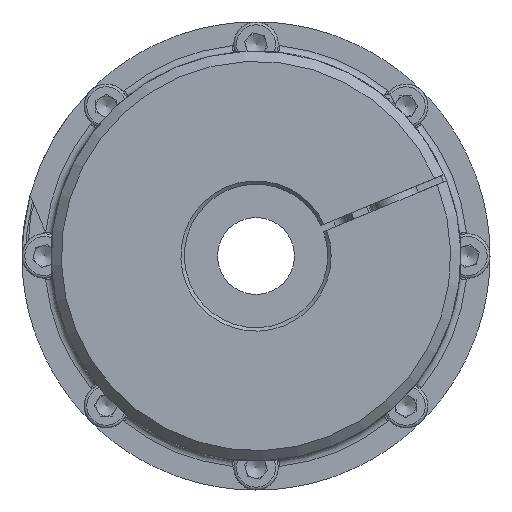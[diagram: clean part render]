
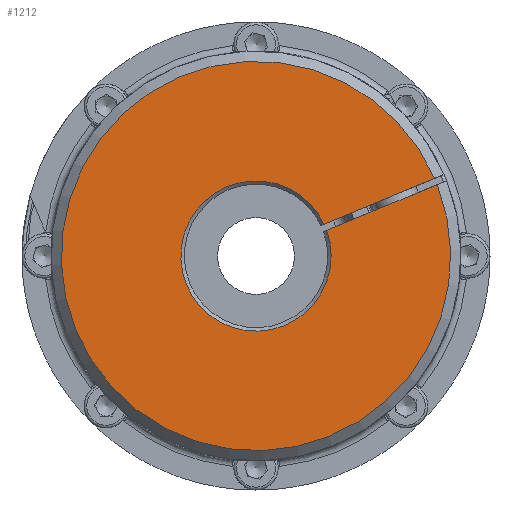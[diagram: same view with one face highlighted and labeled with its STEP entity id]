
A CAD part, left-side view. The second image highlights one B-rep face of the part: STEP entity #1212.
In plain terms, the highlighted planar face has unit normal (-1, 0, 0).
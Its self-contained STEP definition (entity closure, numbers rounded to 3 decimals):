
#1212 = ADVANCED_FACE( '', ( #2928 ), #2929, .F. );
#2928 = FACE_OUTER_BOUND( '', #5184, .T. );
#2929 = PLANE( '', #5185 );
#5184 = EDGE_LOOP( '', ( #8904, #8905, #8906, #8907 ) );
#5185 = AXIS2_PLACEMENT_3D( '', #8908, #8909, #8910 );
#8904 = ORIENTED_EDGE( '', *, *, #12823, .T. );
#8905 = ORIENTED_EDGE( '', *, *, #12882, .T. );
#8906 = ORIENTED_EDGE( '', *, *, #13705, .T. );
#8907 = ORIENTED_EDGE( '', *, *, #13832, .T. );
#8908 = CARTESIAN_POINT( '', ( -93.5, 40.305, 40.305 ) );
#8909 = DIRECTION( '', ( 1., 0., 0. ) );
#8910 = DIRECTION( '', ( 0., 1., 0. ) );
#12823 = EDGE_CURVE( '', #15379, #15377, #15380, .T. );
#12882 = EDGE_CURVE( '', #15377, #15480, #15483, .T. );
#13705 = EDGE_CURVE( '', #15480, #16821, #16822, .T. );
#13832 = EDGE_CURVE( '', #16821, #15379, #17009, .T. );
#15377 = VERTEX_POINT( '', #19320 );
#15379 = VERTEX_POINT( '', #19323 );
#15380 = LINE( '', #19324, #19325 );
#15480 = VERTEX_POINT( '', #19552 );
#15483 = CIRCLE( '', #19556, 22. );
#16821 = VERTEX_POINT( '', #22047 );
#16822 = LINE( '', #22048, #22049 );
#17009 = CIRCLE( '', #22539, 57. );
#19320 = CARTESIAN_POINT( '', ( -93.5, -20.687, 7.486 ) );
#19323 = CARTESIAN_POINT( '', ( -93.5, -53.036, 20.886 ) );
#19324 = CARTESIAN_POINT( '', ( -93.5, 19.77, -9.271 ) );
#19325 = VECTOR( '', #25726, 1000. );
#19552 = CARTESIAN_POINT( '', ( -93.5, -19.922, 9.334 ) );
#19556 = AXIS2_PLACEMENT_3D( '', #25788, #25789, #25790 );
#22047 = CARTESIAN_POINT( '', ( -93.5, -52.27, 22.733 ) );
#22048 = CARTESIAN_POINT( '', ( -93.5, 20.535, -7.424 ) );
#22049 = VECTOR( '', #27033, 1000. );
#22539 = AXIS2_PLACEMENT_3D( '', #27221, #27222, #27223 );
#25726 = DIRECTION( '', ( 0., 0.924, -0.383 ) );
#25788 = CARTESIAN_POINT( '', ( -93.5, 0., 0. ) );
#25789 = DIRECTION( '', ( 1., 0., 0. ) );
#25790 = DIRECTION( '', ( 0., 0., -1. ) );
#27033 = DIRECTION( '', ( 0., -0.924, 0.383 ) );
#27221 = CARTESIAN_POINT( '', ( -93.5, 0., 0. ) );
#27222 = DIRECTION( '', ( -1., 0., 0. ) );
#27223 = DIRECTION( '', ( 0., 0.707, 0.707 ) );
